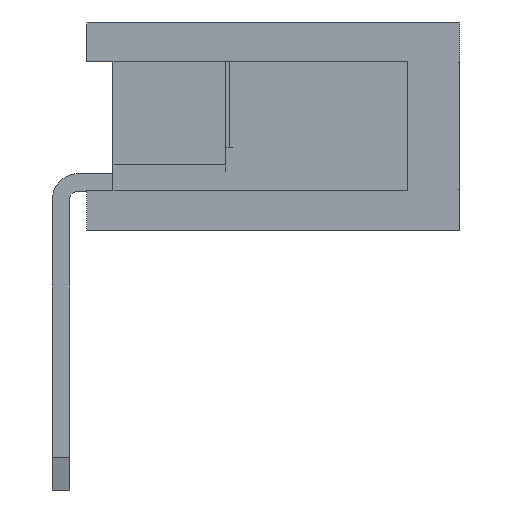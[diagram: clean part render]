
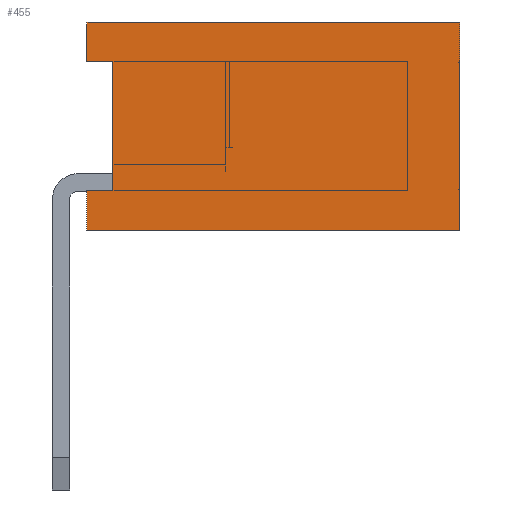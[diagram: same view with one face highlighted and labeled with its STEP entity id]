
A CAD part, left-side view. The second image highlights one B-rep face of the part: STEP entity #455.
In plain terms, the highlighted planar face has unit normal (-1, 0, 0).
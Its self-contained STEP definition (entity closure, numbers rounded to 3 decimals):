
#455=ADVANCED_FACE('',(#19834),#19836,.T.);
#19834=FACE_BOUND('',#19835,.T.);
#19835=EDGE_LOOP('',(#35291,#35292,#35293,#35294,#35295,#35296,#35297,#35298));
#19836=PLANE('',#19837);
#19837=AXIS2_PLACEMENT_3D('',#19838,#19839,#19840);
#19838=CARTESIAN_POINT('',(-1.,-4.6,0.));
#19839=DIRECTION('',(-1.,0.,0.));
#19840=DIRECTION('',(0.,0.,1.));
#35291=ORIENTED_EDGE('',*,*,#46865,.T.);
#35292=ORIENTED_EDGE('',*,*,#47009,.T.);
#35293=ORIENTED_EDGE('',*,*,#46726,.T.);
#35294=ORIENTED_EDGE('',*,*,#47008,.F.);
#35295=ORIENTED_EDGE('',*,*,#47010,.F.);
#35296=ORIENTED_EDGE('',*,*,#47011,.T.);
#35297=ORIENTED_EDGE('',*,*,#47012,.T.);
#35298=ORIENTED_EDGE('',*,*,#47003,.F.);
#46726=EDGE_CURVE('',#52593,#52590,#52594,.F.);
#46865=EDGE_CURVE('',#52871,#52869,#52872,.F.);
#47003=EDGE_CURVE('',#52871,#53140,#53141,.T.);
#47008=EDGE_CURVE('',#53147,#52590,#53149,.T.);
#47009=EDGE_CURVE('',#52869,#52593,#53150,.T.);
#47010=EDGE_CURVE('',#53151,#53147,#53152,.T.);
#47011=EDGE_CURVE('',#53151,#53153,#53154,.T.);
#47012=EDGE_CURVE('',#53153,#53140,#53155,.T.);
#52590=VERTEX_POINT('',#62233);
#52593=VERTEX_POINT('',#62238);
#52594=LINE('',#62239,#62240);
#52869=VERTEX_POINT('',#62790);
#52871=VERTEX_POINT('',#62794);
#52872=LINE('',#62795,#62796);
#53140=VERTEX_POINT('',#63339);
#53141=LINE('',#63340,#63341);
#53147=VERTEX_POINT('',#63354);
#53149=LINE('',#63358,#63359);
#53150=LINE('',#63361,#63362);
#53151=VERTEX_POINT('',#63364);
#53152=LINE('',#63365,#63366);
#53153=VERTEX_POINT('',#63368);
#53154=LINE('',#63369,#63370);
#53155=LINE('',#63372,#63373);
#62233=CARTESIAN_POINT('',(-1.,-0.3,0.45));
#62238=CARTESIAN_POINT('',(-1.,-0.6,0.45));
#62239=CARTESIAN_POINT('',(-1.,-0.3,0.45));
#62240=VECTOR('',#62241,1.);
#62241=DIRECTION('',(0.,-1.,0.));
#62790=CARTESIAN_POINT('',(-1.,-0.6,1.95));
#62794=CARTESIAN_POINT('',(-1.,-0.3,1.95));
#62795=CARTESIAN_POINT('',(-1.,-0.6,1.95));
#62796=VECTOR('',#62797,1.);
#62797=DIRECTION('',(0.,1.,0.));
#63339=CARTESIAN_POINT('',(-1.,-0.3,2.4));
#63340=CARTESIAN_POINT('',(-1.,-0.3,1.95));
#63341=VECTOR('',#63342,1.);
#63342=DIRECTION('',(0.,0.,1.));
#63354=CARTESIAN_POINT('',(-1.,-0.3,0.));
#63358=CARTESIAN_POINT('',(-1.,-0.3,0.));
#63359=VECTOR('',#63360,1.);
#63360=DIRECTION('',(0.,0.,1.));
#63361=CARTESIAN_POINT('',(-1.,-0.6,1.95));
#63362=VECTOR('',#63363,1.);
#63363=DIRECTION('',(0.,0.,-1.));
#63364=CARTESIAN_POINT('',(-1.,-4.6,0.));
#63365=CARTESIAN_POINT('',(-1.,-4.6,0.));
#63366=VECTOR('',#63367,1.);
#63367=DIRECTION('',(0.,1.,0.));
#63368=CARTESIAN_POINT('',(-1.,-4.6,2.4));
#63369=CARTESIAN_POINT('',(-1.,-4.6,0.));
#63370=VECTOR('',#63371,1.);
#63371=DIRECTION('',(0.,0.,1.));
#63372=CARTESIAN_POINT('',(-1.,-4.6,2.4));
#63373=VECTOR('',#63374,1.);
#63374=DIRECTION('',(0.,1.,0.));
